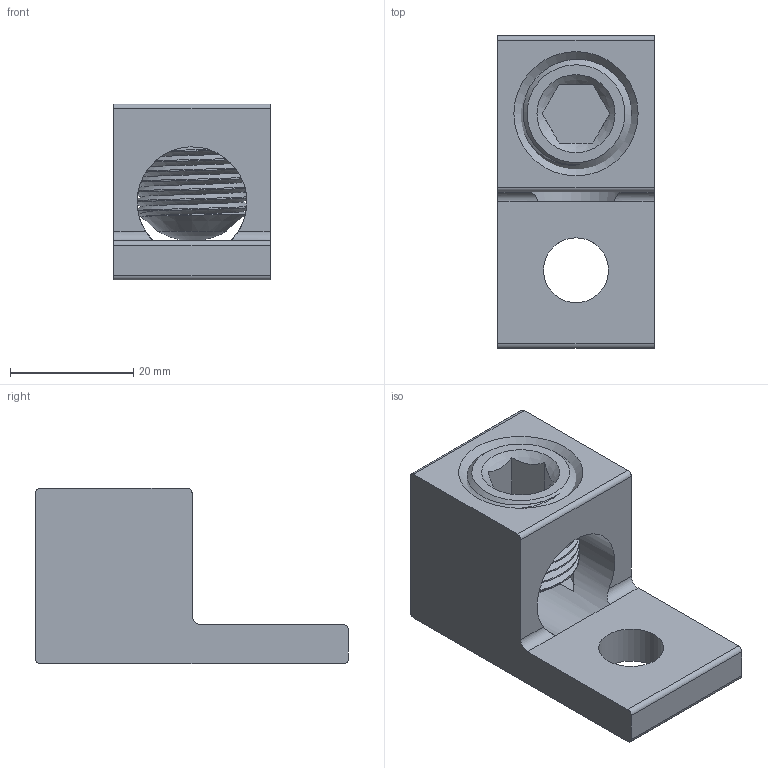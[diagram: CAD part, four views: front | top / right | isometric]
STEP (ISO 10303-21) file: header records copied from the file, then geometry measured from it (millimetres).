
FILE_DESCRIPTION(/* description */ (''),/* implementation_level */ '2;1');
FILE_NAME(/* name */ 'S350-41-50.stp',/* time_stamp */ '2017-02-06T09:44:38-05:00',/* author */ ('tsmith'),/* organization */ (''),/* preprocessor_version */ 'ST-DEVELOPER v16.5',/* originating_system */ 'Autodesk Inventor 2017',/* authorisation */ '');
FILE_SCHEMA (('AUTOMOTIVE_DESIGN { 1 0 10303 214 3 1 1 }'));
Length unit declared in the file: inch
Products named in the file (3): S350-41-50; S350-41-50_1; 14241
Assembly tree (2 placements, depth 2):
  S350-41-50
    S350-41-50_1
    14241
Bounding box: 25.4 x 50.8 x 28.57 mm (x, y, z)
Volume: 17743 mm3; surface area: 9384.2 mm2
Topology: 2 solids, 2 shells, 40 faces, 103 edges, 68 vertices
Faces by surface type: plane 19, cylinder 13, cone 5, bspline 2, sphere 1
Full cylindrical faces by diameter (mm): 10.541 x1, 17.323 x1, 17.856 x1
Entity records: 3231 total; most frequent: CARTESIAN_POINT 2265, DIRECTION 181, ORIENTED_EDGE 172, EDGE_CURVE 86, AXIS2_PLACEMENT_3D 70, VERTEX_POINT 60, EDGE_LOOP 56, LINE 41
